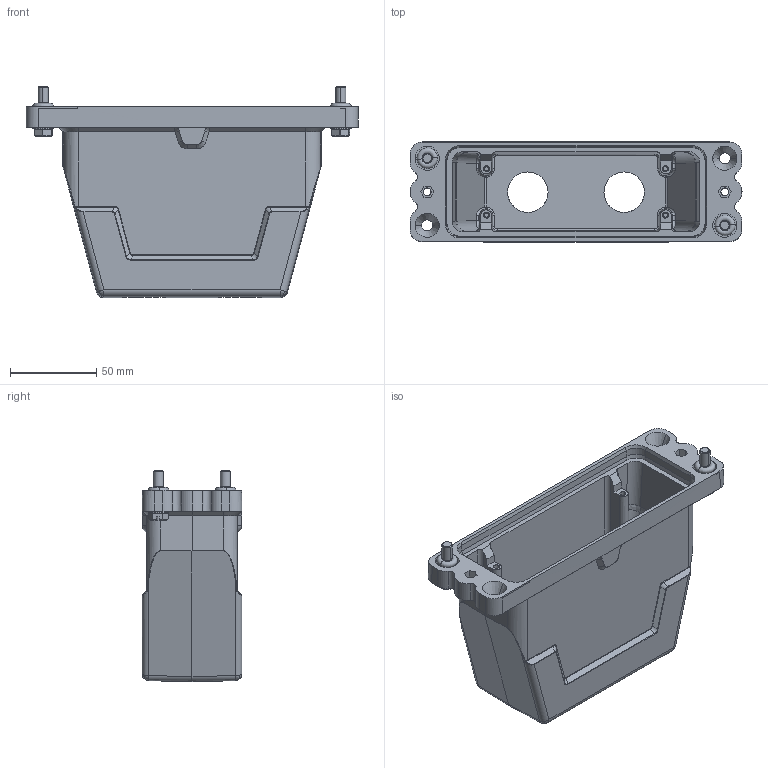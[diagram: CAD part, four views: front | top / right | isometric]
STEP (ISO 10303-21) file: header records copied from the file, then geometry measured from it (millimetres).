
FILE_DESCRIPTION (( 'STEP AP203' ), '1' );
FILE_NAME ('HP24B_H-TEH-4S-2M25.STP', '2017-08-15T11:10:52', ( '微软用户' ), ( '微软中国' ), 'SwSTEP 2.0', 'SolidWorks 2012', '' );
FILE_SCHEMA (( 'CONFIG_CONTROL_DESIGN' ));
Length unit declared in the file: millimetre
Products named in the file (1): HP24B_H-TEH-4S-2M25
Bounding box: 193 x 58 x 122.7 mm (x, y, z)
Volume: 243611.7 mm3; surface area: 104882.7 mm2
Topology: 1 solids, 1 shells, 464 faces, 1134 edges, 680 vertices
Faces by surface type: cylinder 157, plane 157, bspline 80, cone 66, torus 4
Entity records: 21395 total; most frequent: CARTESIAN_POINT 11620, ORIENTED_EDGE 2240, DIRECTION 1675, EDGE_CURVE 1120, VERTEX_POINT 680, AXIS2_PLACEMENT_3D 599, EDGE_LOOP 498, LINE 477
